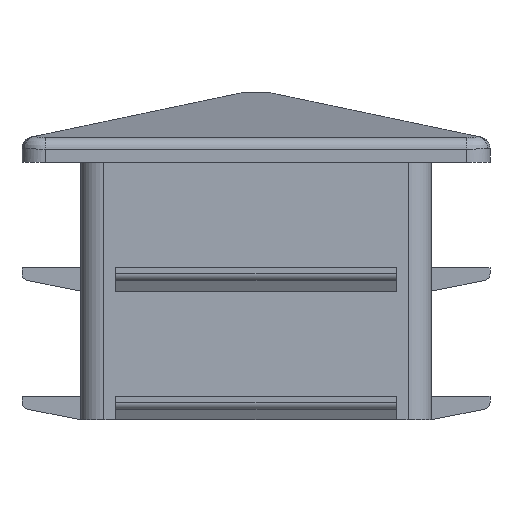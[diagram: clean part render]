
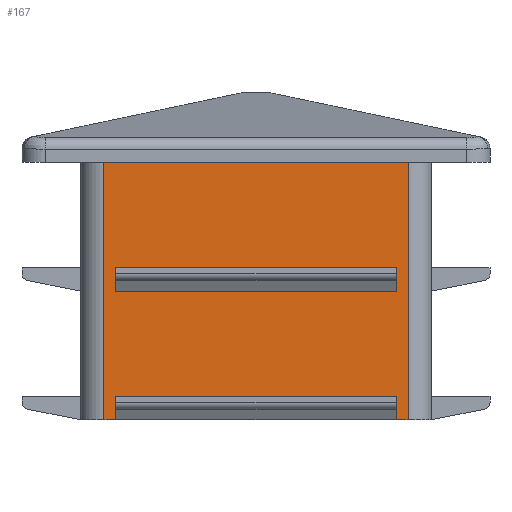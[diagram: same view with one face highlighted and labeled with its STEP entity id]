
A CAD part, front view. The second image highlights one B-rep face of the part: STEP entity #167.
In plain terms, the highlighted planar face has unit normal (0, -1, 0).
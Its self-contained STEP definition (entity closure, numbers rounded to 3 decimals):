
#167 = ADVANCED_FACE( '', ( #382, #383 ), #384, .F. );
#382 = FACE_BOUND( '', #739, .T. );
#383 = FACE_OUTER_BOUND( '', #740, .T. );
#384 = PLANE( '', #741 );
#739 = EDGE_LOOP( '', ( #1471, #1472, #1473, #1474 ) );
#740 = EDGE_LOOP( '', ( #1475, #1476, #1477, #1478, #1479, #1480, #1481, #1482 ) );
#741 = AXIS2_PLACEMENT_3D( '', #1483, #1484, #1485 );
#1471 = ORIENTED_EDGE( '', *, *, #2090, .F. );
#1472 = ORIENTED_EDGE( '', *, *, #2091, .F. );
#1473 = ORIENTED_EDGE( '', *, *, #1925, .T. );
#1474 = ORIENTED_EDGE( '', *, *, #1974, .T. );
#1475 = ORIENTED_EDGE( '', *, *, #2092, .F. );
#1476 = ORIENTED_EDGE( '', *, *, #2019, .F. );
#1477 = ORIENTED_EDGE( '', *, *, #1954, .F. );
#1478 = ORIENTED_EDGE( '', *, *, #2093, .T. );
#1479 = ORIENTED_EDGE( '', *, *, #1937, .T. );
#1480 = ORIENTED_EDGE( '', *, *, #2094, .T. );
#1481 = ORIENTED_EDGE( '', *, *, #1956, .F. );
#1482 = ORIENTED_EDGE( '', *, *, #2095, .T. );
#1483 = CARTESIAN_POINT( '', ( 7.5, -12.5, -11. ) );
#1484 = DIRECTION( '', ( 0., 1., 0. ) );
#1485 = DIRECTION( '', ( -1., 0., 0. ) );
#1925 = EDGE_CURVE( '', #2218, #2222, #2224, .T. );
#1937 = EDGE_CURVE( '', #2247, #2245, #2248, .T. );
#1954 = EDGE_CURVE( '', #2276, #2277, #2278, .T. );
#1956 = EDGE_CURVE( '', #2279, #2281, #2282, .T. );
#1974 = EDGE_CURVE( '', #2222, #2313, #2315, .T. );
#2019 = EDGE_CURVE( '', #2277, #2387, #2388, .T. );
#2090 = EDGE_CURVE( '', #2498, #2313, #2499, .T. );
#2091 = EDGE_CURVE( '', #2218, #2498, #2500, .T. );
#2092 = EDGE_CURVE( '', #2387, #2501, #2502, .T. );
#2093 = EDGE_CURVE( '', #2276, #2247, #2503, .T. );
#2094 = EDGE_CURVE( '', #2245, #2281, #2504, .F. );
#2095 = EDGE_CURVE( '', #2279, #2501, #2505, .T. );
#2218 = VERTEX_POINT( '', #2649 );
#2222 = VERTEX_POINT( '', #2655 );
#2224 = LINE( '', #2658, #2659 );
#2245 = VERTEX_POINT( '', #2685 );
#2247 = VERTEX_POINT( '', #2687 );
#2248 = LINE( '', #2688, #2689 );
#2276 = VERTEX_POINT( '', #2723 );
#2277 = VERTEX_POINT( '', #2724 );
#2278 = LINE( '', #2725, #2726 );
#2279 = VERTEX_POINT( '', #2727 );
#2281 = VERTEX_POINT( '', #2730 );
#2282 = LINE( '', #2731, #2732 );
#2313 = VERTEX_POINT( '', #2773 );
#2315 = LINE( '', #2776, #2777 );
#2387 = VERTEX_POINT( '', #2912 );
#2388 = LINE( '', #2913, #2914 );
#2498 = VERTEX_POINT( '', #3105 );
#2499 = LINE( '', #3106, #3107 );
#2500 = LINE( '', #3108, #3109 );
#2501 = VERTEX_POINT( '', #3110 );
#2502 = LINE( '', #3111, #3112 );
#2503 = LINE( '', #3113, #3114 );
#2504 = LINE( '', #3115, #3116 );
#2505 = LINE( '', #3117, #3118 );
#2649 = CARTESIAN_POINT( '', ( 6., -12.5, -5.5 ) );
#2655 = CARTESIAN_POINT( '', ( -6., -12.5, -5.5 ) );
#2658 = CARTESIAN_POINT( '', ( 6., -12.5, -5.5 ) );
#2659 = VECTOR( '', #3393, 1000. );
#2685 = CARTESIAN_POINT( '', ( -6.5, -12.5, 0. ) );
#2687 = CARTESIAN_POINT( '', ( 6.5, -12.5, 0. ) );
#2688 = CARTESIAN_POINT( '', ( 7.5, -12.5, 0. ) );
#2689 = VECTOR( '', #3414, 1000. );
#2723 = CARTESIAN_POINT( '', ( 6.5, -12.5, -11. ) );
#2724 = CARTESIAN_POINT( '', ( 6., -12.5, -11. ) );
#2725 = CARTESIAN_POINT( '', ( 7.5, -12.5, -11. ) );
#2726 = VECTOR( '', #3442, 1000. );
#2727 = CARTESIAN_POINT( '', ( -6., -12.5, -11. ) );
#2730 = CARTESIAN_POINT( '', ( -6.5, -12.5, -11. ) );
#2731 = CARTESIAN_POINT( '', ( 7.5, -12.5, -11. ) );
#2732 = VECTOR( '', #3444, 1000. );
#2773 = CARTESIAN_POINT( '', ( -6., -12.5, -4.5 ) );
#2776 = CARTESIAN_POINT( '', ( -6., -12.5, -5.5 ) );
#2777 = VECTOR( '', #3471, 1000. );
#2912 = CARTESIAN_POINT( '', ( 6., -12.5, -10. ) );
#2913 = CARTESIAN_POINT( '', ( 6., -12.5, -11. ) );
#2914 = VECTOR( '', #3525, 1000. );
#3105 = CARTESIAN_POINT( '', ( 6., -12.5, -4.5 ) );
#3106 = CARTESIAN_POINT( '', ( 6., -12.5, -4.5 ) );
#3107 = VECTOR( '', #3600, 1000. );
#3108 = CARTESIAN_POINT( '', ( 6., -12.5, -5.5 ) );
#3109 = VECTOR( '', #3601, 1000. );
#3110 = CARTESIAN_POINT( '', ( -6., -12.5, -10. ) );
#3111 = CARTESIAN_POINT( '', ( 6., -12.5, -10. ) );
#3112 = VECTOR( '', #3602, 1000. );
#3113 = CARTESIAN_POINT( '', ( 6.5, -12.5, -11. ) );
#3114 = VECTOR( '', #3603, 1000. );
#3115 = CARTESIAN_POINT( '', ( -6.5, -12.5, -11. ) );
#3116 = VECTOR( '', #3604, 1000. );
#3117 = CARTESIAN_POINT( '', ( -6., -12.5, -11. ) );
#3118 = VECTOR( '', #3605, 1000. );
#3393 = DIRECTION( '', ( -1., 0., 0. ) );
#3414 = DIRECTION( '', ( -1., 0., 0. ) );
#3442 = DIRECTION( '', ( -1., 0., 0. ) );
#3444 = DIRECTION( '', ( -1., 0., 0. ) );
#3471 = DIRECTION( '', ( 0., 0., 1. ) );
#3525 = DIRECTION( '', ( 0., 0., 1. ) );
#3600 = DIRECTION( '', ( -1., 0., 0. ) );
#3601 = DIRECTION( '', ( 0., 0., 1. ) );
#3602 = DIRECTION( '', ( -1., 0., 0. ) );
#3603 = DIRECTION( '', ( 0., 0., 1. ) );
#3604 = DIRECTION( '', ( 0., 0., 1. ) );
#3605 = DIRECTION( '', ( 0., 0., 1. ) );
